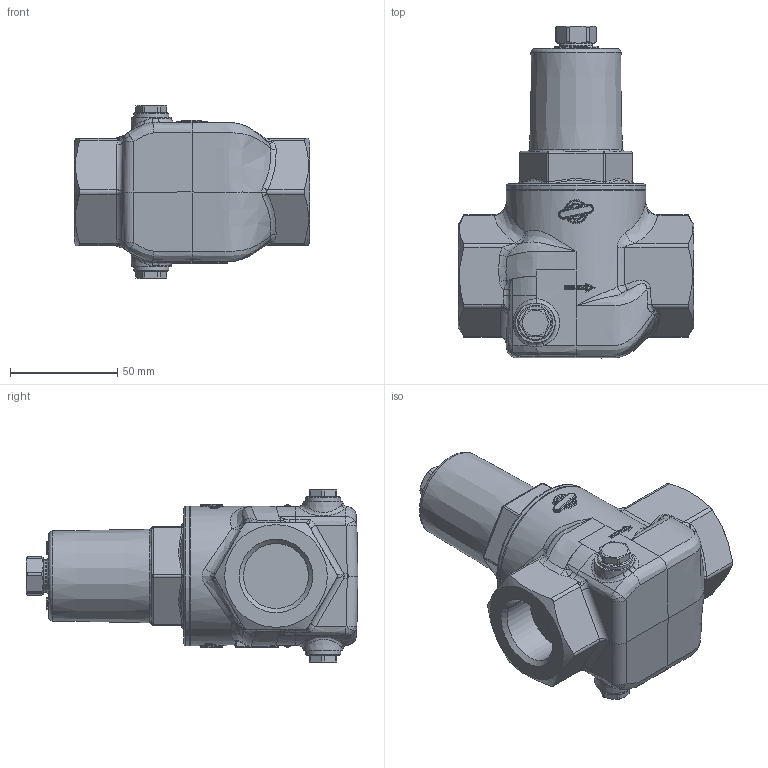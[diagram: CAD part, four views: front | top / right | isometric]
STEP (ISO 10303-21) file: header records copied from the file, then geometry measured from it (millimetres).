
FILE_DESCRIPTION(/* description */ (''),/* implementation_level */ '2;1');
FILE_NAME(/* name */ '073204-step.stp',/* time_stamp */ '2022-07-07T15:42:16+02:00',/* author */ ('junkers'),/* organization */ (''),/* preprocessor_version */ 'ST-DEVELOPER v19',/* originating_system */ 'Autodesk Inventor 2023',/* authorisation */ '');
FILE_SCHEMA (('AUTOMOTIVE_DESIGN { 1 0 10303 214 3 1 1 }'));
Length unit declared in the file: millimetre
Products named in the file (1): 073204-000A0
Bounding box: 110 x 155.08 x 81 mm (x, y, z)
Volume: 477486.9 mm3; surface area: 47604.7 mm2
Topology: 1 solids, 1 shells, 770 faces, 2009 edges, 1257 vertices
Faces by surface type: bspline 400, plane 180, cylinder 111, cone 35, torus 30, sphere 14
Full cylindrical faces by diameter (mm): 2 x1, 10 x1, 10.2 x1, 15 x1, 16.5 x2, 30.3 x2, 60 x1, 65 x1
Entity records: 39549 total; most frequent: CARTESIAN_POINT 23821, ORIENTED_EDGE 4000, DIRECTION 2092, EDGE_CURVE 2000, VERTEX_POINT 1257, B_SPLINE_CURVE_WITH_KNOTS 1073, AXIS2_PLACEMENT_3D 842, EDGE_LOOP 795
